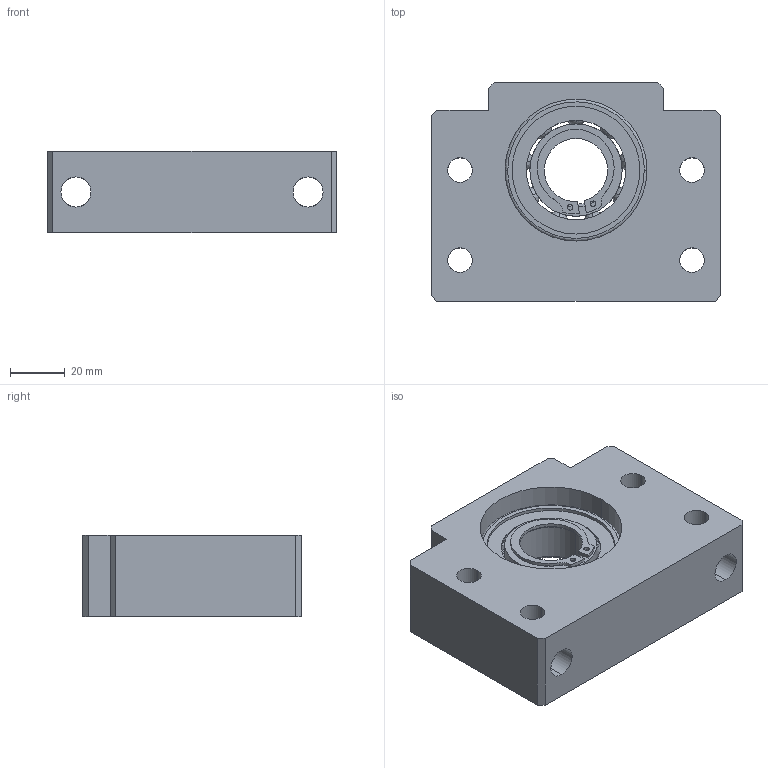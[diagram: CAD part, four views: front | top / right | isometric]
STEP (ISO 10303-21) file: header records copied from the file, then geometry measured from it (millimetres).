
FILE_DESCRIPTION (( 'STEP AP214' ), '1' );
FILE_NAME ('BF25.STEP', '2019-04-04T07:58:25', ( '' ), ( '' ), 'SwSTEP 2.0', 'SolidWorks 2015', '' );
FILE_SCHEMA (( 'AUTOMOTIVE_DESIGN' ));
Length unit declared in the file: millimetre
Products named in the file (1): BF25
Bounding box: 106 x 80 x 30 mm (x, y, z)
Volume: 171077 mm3; surface area: 48336.1 mm2
Topology: 3 solids, 3 shells, 756 faces, 2219 edges, 1475 vertices
Faces by surface type: plane 564, bspline 127, cylinder 65
Entity records: 29924 total; most frequent: CARTESIAN_POINT 10606, ORIENTED_EDGE 4438, DIRECTION 3372, EDGE_CURVE 2219, LINE 1602, VECTOR 1602, VERTEX_POINT 1475, AXIS2_PLACEMENT_3D 885
